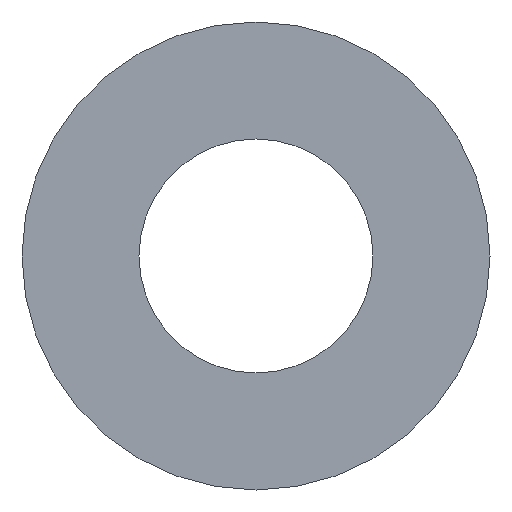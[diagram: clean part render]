
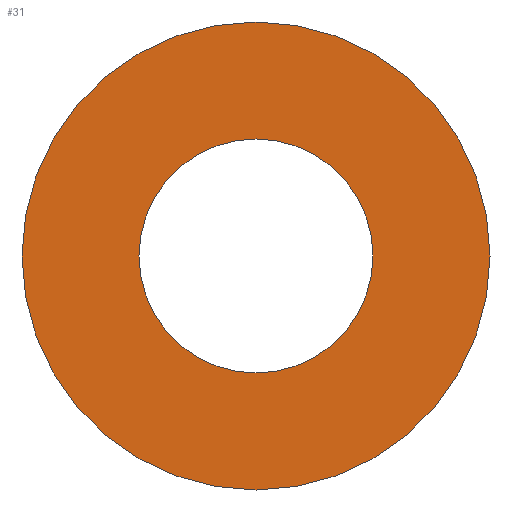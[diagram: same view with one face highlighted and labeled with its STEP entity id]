
A CAD part, front view. The second image highlights one B-rep face of the part: STEP entity #31.
In plain terms, the highlighted planar face has unit normal (0, -1, 0).
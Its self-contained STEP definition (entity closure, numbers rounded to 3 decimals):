
#13 = CARTESIAN_POINT ( 'NONE',  ( 0., 0., 0. ) ) ;
#16 = DIRECTION ( 'NONE',  ( 0., -1., 0. ) ) ;
#20 = CIRCLE ( 'NONE', #187, 2.25 ) ;
#22 = PLANE ( 'NONE',  #269 ) ;
#29 = DIRECTION ( 'NONE',  ( 0., 0., -1. ) ) ;
#31 = ADVANCED_FACE ( 'NONE', ( #160, #138 ), #22, .T. ) ;
#39 = EDGE_LOOP ( 'NONE', ( #268, #262 ) ) ;
#45 = VERTEX_POINT ( 'NONE', #131 ) ;
#46 = DIRECTION ( 'NONE',  ( 0., 0., -1. ) ) ;
#53 = DIRECTION ( 'NONE',  ( 0., -1., 0. ) ) ;
#61 = VERTEX_POINT ( 'NONE', #191 ) ;
#67 = ORIENTED_EDGE ( 'NONE', *, *, #290, .T. ) ;
#74 = CARTESIAN_POINT ( 'NONE',  ( 0., 0., 4.5 ) ) ;
#81 = EDGE_CURVE ( 'NONE', #61, #136, #92, .T. ) ;
#92 = CIRCLE ( 'NONE', #254, 2.25 ) ;
#97 = CARTESIAN_POINT ( 'NONE',  ( 0., 0., 0. ) ) ;
#115 = CIRCLE ( 'NONE', #279, 4.5 ) ;
#118 = CIRCLE ( 'NONE', #226, 4.5 ) ;
#125 = EDGE_LOOP ( 'NONE', ( #203, #67 ) ) ;
#131 = CARTESIAN_POINT ( 'NONE',  ( 0., 0., -4.5 ) ) ;
#136 = VERTEX_POINT ( 'NONE', #209 ) ;
#138 = FACE_BOUND ( 'NONE', #39, .T. ) ;
#141 = DIRECTION ( 'NONE',  ( 0., 0., -1. ) ) ;
#146 = DIRECTION ( 'NONE',  ( 0., -1., 0. ) ) ;
#160 = FACE_OUTER_BOUND ( 'NONE', #125, .T. ) ;
#164 = EDGE_CURVE ( 'NONE', #45, #179, #115, .T. ) ;
#168 = DIRECTION ( 'NONE',  ( 0., 0., -1. ) ) ;
#179 = VERTEX_POINT ( 'NONE', #74 ) ;
#187 = AXIS2_PLACEMENT_3D ( 'NONE', #190, #53, #141 ) ;
#190 = CARTESIAN_POINT ( 'NONE',  ( 0., 0., 0. ) ) ;
#191 = CARTESIAN_POINT ( 'NONE',  ( 0., 0., 2.25 ) ) ;
#200 = DIRECTION ( 'NONE',  ( 0., 0., -1. ) ) ;
#203 = ORIENTED_EDGE ( 'NONE', *, *, #164, .T. ) ;
#209 = CARTESIAN_POINT ( 'NONE',  ( 0., 0., -2.25 ) ) ;
#217 = EDGE_CURVE ( 'NONE', #136, #61, #20, .T. ) ;
#226 = AXIS2_PLACEMENT_3D ( 'NONE', #13, #16, #200 ) ;
#249 = DIRECTION ( 'NONE',  ( 0., -1., 0. ) ) ;
#254 = AXIS2_PLACEMENT_3D ( 'NONE', #255, #275, #168 ) ;
#255 = CARTESIAN_POINT ( 'NONE',  ( 0., 0., 0. ) ) ;
#262 = ORIENTED_EDGE ( 'NONE', *, *, #81, .F. ) ;
#268 = ORIENTED_EDGE ( 'NONE', *, *, #217, .F. ) ;
#269 = AXIS2_PLACEMENT_3D ( 'NONE', #294, #249, #46 ) ;
#275 = DIRECTION ( 'NONE',  ( 0., -1., 0. ) ) ;
#279 = AXIS2_PLACEMENT_3D ( 'NONE', #97, #146, #29 ) ;
#290 = EDGE_CURVE ( 'NONE', #179, #45, #118, .T. ) ;
#294 = CARTESIAN_POINT ( 'NONE',  ( 4.5, 0., 0. ) ) ;
